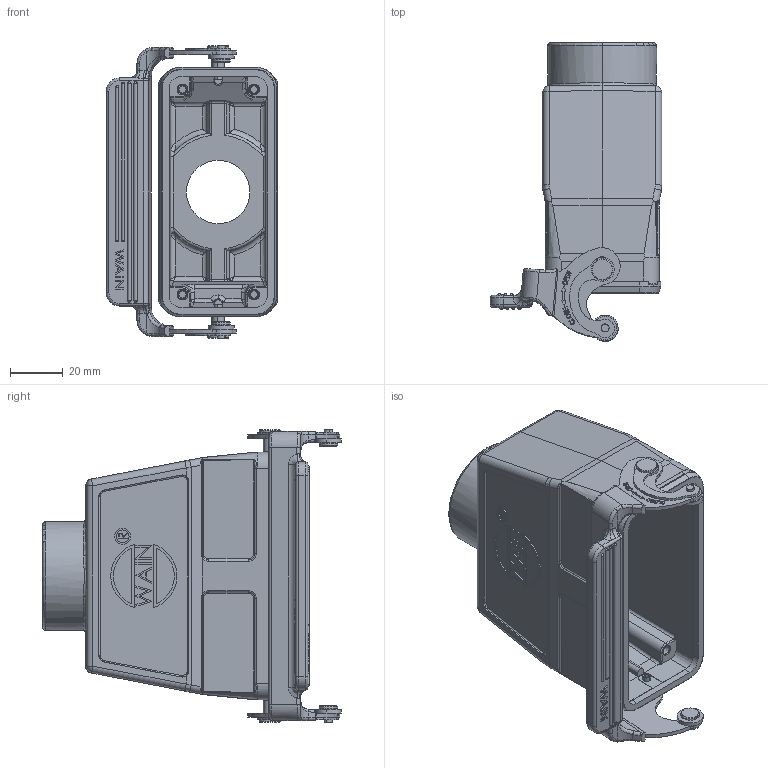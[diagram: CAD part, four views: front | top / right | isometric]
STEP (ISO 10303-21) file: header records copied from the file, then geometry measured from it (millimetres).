
FILE_DESCRIPTION((''),'2;1');
FILE_NAME('PRT0012','2024-02-06T',('11539'),(''),'PRO/ENGINEER BY PARAMETRIC TECHNOLOGY CORPORATION, 2012480','PRO/ENGINEER BY PARAMETRIC TECHNOLOGY CORPORATION, 2012480','');
FILE_SCHEMA(('CONFIG_CONTROL_DESIGN'));
Products named in the file (1): PRT0012
Bounding box: 64.78 x 112.77 x 110.7 mm (x, y, z)
Volume: 107789.9 mm3; surface area: 58217.3 mm2
Topology: 1 solids, 1 shells, 1360 faces, 3568 edges, 2275 vertices
Faces by surface type: plane 556, cylinder 320, extrusion 181, bspline 141, torus 84, cone 56, sphere 18, revolution 4
Entity records: 52177 total; most frequent: CARTESIAN_POINT 20245, ORIENTED_EDGE 7064, DIRECTION 5809, EDGE_CURVE 3532, VERTEX_POINT 2275, VECTOR 1995, AXIS2_PLACEMENT_3D 1905, LINE 1814
